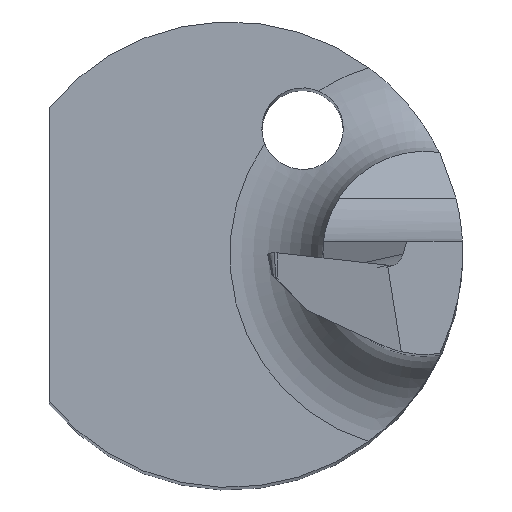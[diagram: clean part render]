
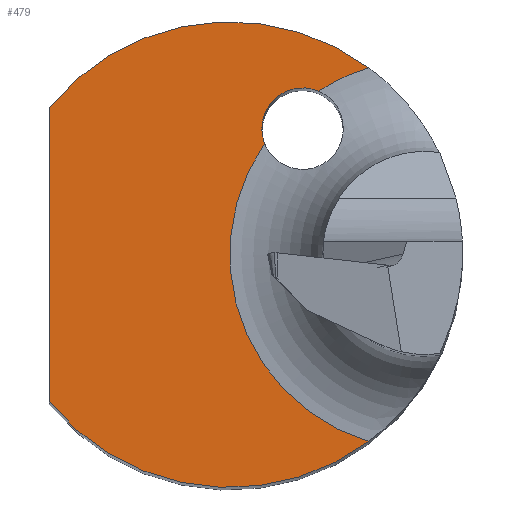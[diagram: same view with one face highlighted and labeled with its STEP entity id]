
A CAD part, top view. The second image highlights one B-rep face of the part: STEP entity #479.
In plain terms, the highlighted planar face has unit normal (0, 0, 1).
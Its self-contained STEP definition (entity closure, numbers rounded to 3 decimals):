
#12 = ORIENTED_EDGE ( 'NONE', *, *, #582, .F. ) ;
#20 = VERTEX_POINT ( 'NONE', #337 ) ;
#51 = DIRECTION ( 'NONE',  ( -1., 0., 0. ) ) ;
#52 = CARTESIAN_POINT ( 'NONE',  ( 1.194, -1.604, 14. ) ) ;
#55 = EDGE_LOOP ( 'NONE', ( #415, #96, #966, #526, #12, #231 ) ) ;
#96 = ORIENTED_EDGE ( 'NONE', *, *, #320, .F. ) ;
#129 = EDGE_CURVE ( 'NONE', #20, #693, #707, .T. ) ;
#151 = AXIS2_PLACEMENT_3D ( 'NONE', #1015, #250, #334 ) ;
#155 = EDGE_CURVE ( 'NONE', #192, #1075, #674, .T. ) ;
#181 = CARTESIAN_POINT ( 'NONE',  ( -1.55, -1.264, 14. ) ) ;
#189 = AXIS2_PLACEMENT_3D ( 'NONE', #1016, #1030, #527 ) ;
#192 = VERTEX_POINT ( 'NONE', #52 ) ;
#204 = CARTESIAN_POINT ( 'NONE',  ( -1.55, 1.264, 14. ) ) ;
#231 = ORIENTED_EDGE ( 'NONE', *, *, #129, .F. ) ;
#232 = DIRECTION ( 'NONE',  ( 0., 0., 1. ) ) ;
#243 = EDGE_CURVE ( 'NONE', #1075, #1021, #858, .T. ) ;
#250 = DIRECTION ( 'NONE',  ( 0., 0., 1. ) ) ;
#251 = CARTESIAN_POINT ( 'NONE',  ( 0.625, 1.083, 14. ) ) ;
#265 = DIRECTION ( 'NONE',  ( 0., 0., 1. ) ) ;
#277 = AXIS2_PLACEMENT_3D ( 'NONE', #480, #232, #965 ) ;
#319 = CARTESIAN_POINT ( 'NONE',  ( -1.55, 1.264, 14. ) ) ;
#320 = EDGE_CURVE ( 'NONE', #1021, #662, #353, .T. ) ;
#321 = CARTESIAN_POINT ( 'NONE',  ( 0.299, 0.955, 14. ) ) ;
#333 = AXIS2_PLACEMENT_3D ( 'NONE', #645, #498, #482 ) ;
#334 = DIRECTION ( 'NONE',  ( -1., 0., 0. ) ) ;
#337 = CARTESIAN_POINT ( 'NONE',  ( 0.762, 1.404, 14. ) ) ;
#353 = CIRCLE ( 'NONE', #333, 2. ) ;
#390 = AXIS2_PLACEMENT_3D ( 'NONE', #251, #265, #845 ) ;
#415 = ORIENTED_EDGE ( 'NONE', *, *, #647, .F. ) ;
#464 = CIRCLE ( 'NONE', #873, 1.675 ) ;
#477 = CIRCLE ( 'NONE', #277, 1.675 ) ;
#479 = ADVANCED_FACE ( 'NONE', ( #752 ), #1084, .T. ) ;
#480 = CARTESIAN_POINT ( 'NONE',  ( 1.675, 0., 14. ) ) ;
#482 = DIRECTION ( 'NONE',  ( -1., 0., 0. ) ) ;
#498 = DIRECTION ( 'NONE',  ( 0., 0., -1. ) ) ;
#526 = ORIENTED_EDGE ( 'NONE', *, *, #155, .F. ) ;
#527 = DIRECTION ( 'NONE',  ( -1., 0., 0. ) ) ;
#582 = EDGE_CURVE ( 'NONE', #693, #192, #464, .T. ) ;
#614 = CARTESIAN_POINT ( 'NONE',  ( 1.675, 0., 14. ) ) ;
#627 = DIRECTION ( 'NONE',  ( 0., 1., 0. ) ) ;
#645 = CARTESIAN_POINT ( 'NONE',  ( 0., 0., 14. ) ) ;
#647 = EDGE_CURVE ( 'NONE', #662, #20, #477, .T. ) ;
#657 = CARTESIAN_POINT ( 'NONE',  ( 1.194, 1.604, 14. ) ) ;
#662 = VERTEX_POINT ( 'NONE', #657 ) ;
#674 = CIRCLE ( 'NONE', #189, 2. ) ;
#693 = VERTEX_POINT ( 'NONE', #321 ) ;
#707 = CIRCLE ( 'NONE', #390, 0.35 ) ;
#752 = FACE_OUTER_BOUND ( 'NONE', #55, .T. ) ;
#845 = DIRECTION ( 'NONE',  ( -1., 0., 0. ) ) ;
#858 = LINE ( 'NONE', #204, #1085 ) ;
#873 = AXIS2_PLACEMENT_3D ( 'NONE', #614, #961, #51 ) ;
#961 = DIRECTION ( 'NONE',  ( 0., 0., 1. ) ) ;
#965 = DIRECTION ( 'NONE',  ( -1., 0., 0. ) ) ;
#966 = ORIENTED_EDGE ( 'NONE', *, *, #243, .F. ) ;
#1015 = CARTESIAN_POINT ( 'NONE',  ( -0.15, 0.35, 14. ) ) ;
#1016 = CARTESIAN_POINT ( 'NONE',  ( 0., 0., 14. ) ) ;
#1021 = VERTEX_POINT ( 'NONE', #319 ) ;
#1030 = DIRECTION ( 'NONE',  ( 0., 0., -1. ) ) ;
#1075 = VERTEX_POINT ( 'NONE', #181 ) ;
#1084 = PLANE ( 'NONE',  #151 ) ;
#1085 = VECTOR ( 'NONE', #627, 1000. ) ;
